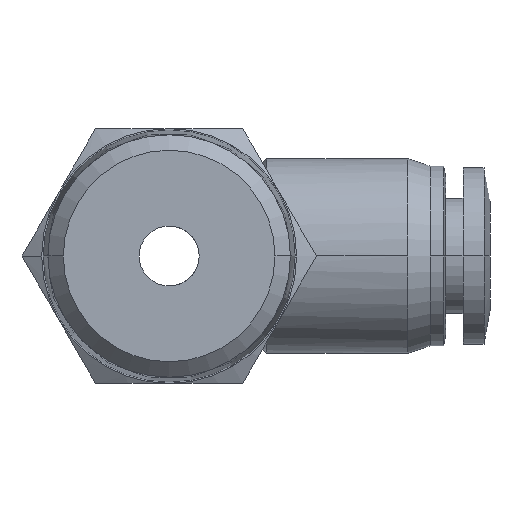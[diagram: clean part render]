
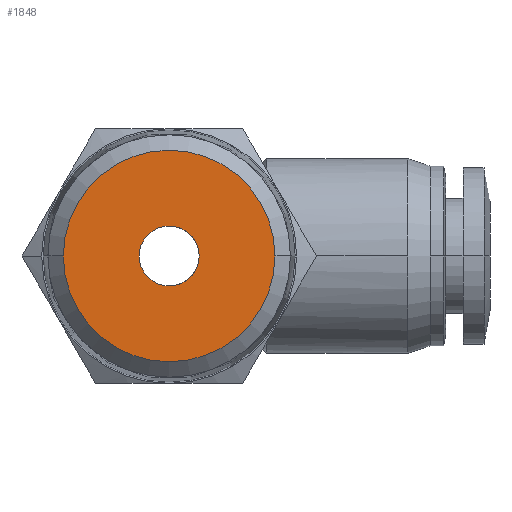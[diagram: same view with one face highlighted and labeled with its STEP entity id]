
A CAD part, front view. The second image highlights one B-rep face of the part: STEP entity #1848.
In plain terms, the highlighted planar face has unit normal (0, -1, 0).
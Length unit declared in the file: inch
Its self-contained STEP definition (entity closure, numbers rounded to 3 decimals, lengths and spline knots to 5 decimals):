
#29 = VERTEX_POINT ( 'NONE', #152 ) ;
#95 = ORIENTED_EDGE ( 'NONE', *, *, #3692, .T. ) ;
#152 = CARTESIAN_POINT ( 'NONE',  ( -0.2778, -0.66929, 0. ) ) ;
#259 = EDGE_LOOP ( 'NONE', ( #2624, #1135 ) ) ;
#382 = VERTEX_POINT ( 'NONE', #428 ) ;
#403 = FACE_OUTER_BOUND ( 'NONE', #259, .T. ) ;
#428 = CARTESIAN_POINT ( 'NONE',  ( 0.2778, -0.66929, 0. ) ) ;
#445 = AXIS2_PLACEMENT_3D ( 'NONE', #577, #3202, #937 ) ;
#577 = CARTESIAN_POINT ( 'NONE',  ( 0., -0.66929, 0. ) ) ;
#754 = DIRECTION ( 'NONE',  ( 0., 1., 0. ) ) ;
#824 = AXIS2_PLACEMENT_3D ( 'NONE', #4278, #1978, #4691 ) ;
#937 = DIRECTION ( 'NONE',  ( -1., 0., 0. ) ) ;
#1135 = ORIENTED_EDGE ( 'NONE', *, *, #3359, .F. ) ;
#1829 = CARTESIAN_POINT ( 'NONE',  ( 0., -0.66929, 0. ) ) ;
#1848 = ADVANCED_FACE ( 'NONE', ( #4294, #403 ), #3864, .T. ) ;
#1978 = DIRECTION ( 'NONE',  ( 0., -1., 0. ) ) ;
#2210 = DIRECTION ( 'NONE',  ( -1., 0., 0. ) ) ;
#2284 = CARTESIAN_POINT ( 'NONE',  ( 0., -0.66929, 0. ) ) ;
#2624 = ORIENTED_EDGE ( 'NONE', *, *, #2782, .F. ) ;
#2654 = DIRECTION ( 'NONE',  ( -1., 0., 0. ) ) ;
#2734 = AXIS2_PLACEMENT_3D ( 'NONE', #1829, #4533, #2210 ) ;
#2782 = EDGE_CURVE ( 'NONE', #29, #382, #4284, .T. ) ;
#3006 = CARTESIAN_POINT ( 'NONE',  ( 0., -0.66929, 0. ) ) ;
#3202 = DIRECTION ( 'NONE',  ( 0., 1., 0. ) ) ;
#3329 = CIRCLE ( 'NONE', #3660, 0.07874 ) ;
#3359 = EDGE_CURVE ( 'NONE', #382, #29, #3708, .T. ) ;
#3398 = ORIENTED_EDGE ( 'NONE', *, *, #3827, .T. ) ;
#3400 = DIRECTION ( 'NONE',  ( -1., 0., 0. ) ) ;
#3466 = AXIS2_PLACEMENT_3D ( 'NONE', #2284, #4998, #2654 ) ;
#3468 = CIRCLE ( 'NONE', #3466, 0.07874 ) ;
#3660 = AXIS2_PLACEMENT_3D ( 'NONE', #3006, #754, #3400 ) ;
#3692 = EDGE_CURVE ( 'NONE', #4292, #4370, #3329, .T. ) ;
#3708 = CIRCLE ( 'NONE', #445, 0.2778 ) ;
#3827 = EDGE_CURVE ( 'NONE', #4370, #4292, #3468, .T. ) ;
#3845 = EDGE_LOOP ( 'NONE', ( #95, #3398 ) ) ;
#3864 = PLANE ( 'NONE',  #824 ) ;
#4148 = CARTESIAN_POINT ( 'NONE',  ( -0.07874, -0.66929, 0. ) ) ;
#4278 = CARTESIAN_POINT ( 'NONE',  ( -0.1389, -0.66929, 0. ) ) ;
#4284 = CIRCLE ( 'NONE', #2734, 0.2778 ) ;
#4292 = VERTEX_POINT ( 'NONE', #4148 ) ;
#4294 = FACE_BOUND ( 'NONE', #3845, .T. ) ;
#4370 = VERTEX_POINT ( 'NONE', #4938 ) ;
#4533 = DIRECTION ( 'NONE',  ( 0., 1., 0. ) ) ;
#4691 = DIRECTION ( 'NONE',  ( 1., 0., 0. ) ) ;
#4938 = CARTESIAN_POINT ( 'NONE',  ( 0.07874, -0.66929, 0. ) ) ;
#4998 = DIRECTION ( 'NONE',  ( 0., 1., 0. ) ) ;
